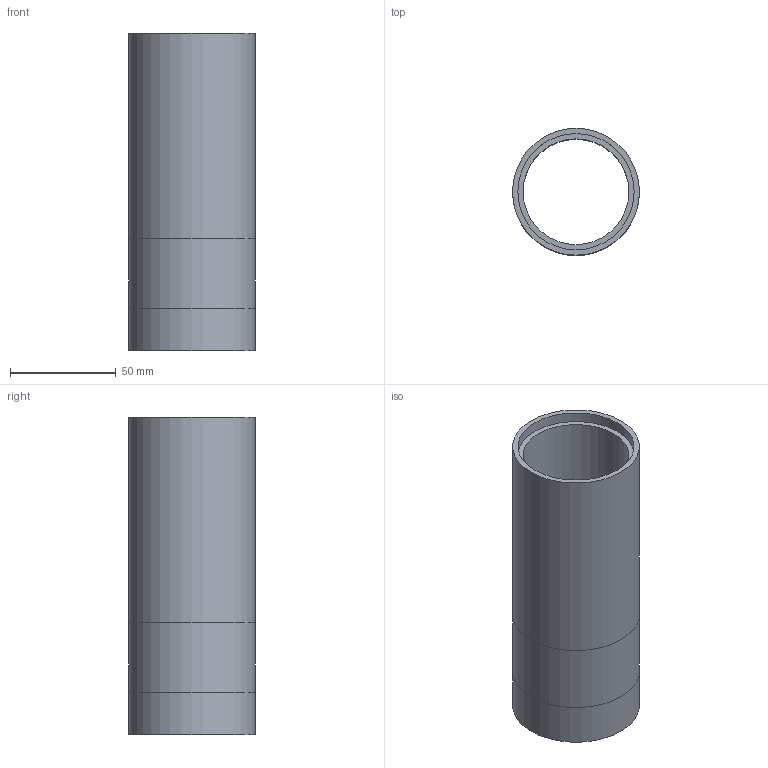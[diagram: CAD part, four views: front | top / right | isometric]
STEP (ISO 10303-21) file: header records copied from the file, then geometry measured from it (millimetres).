
FILE_DESCRIPTION(('FreeCAD Model'),'2;1');
FILE_NAME('Open CASCADE Shape Model','2023-02-23T13:06:24',(''),(''), 'Open CASCADE STEP processor 7.6','FreeCAD','Unknown');
FILE_SCHEMA(('AUTOMOTIVE_DESIGN { 1 0 10303 214 1 1 1 1 }'));
Length unit declared in the file: millimetre
Products named in the file (7): Housing; MainTube; Body; EndTube; Body001; Revolution; Sketch
Assembly tree (7 placements, depth 3):
  Housing
    MainTube
      Body
    EndTube
      Body001
    Body
    Revolution
    Sketch
Bounding box: 60 x 60 x 150 mm (x, y, z)
Volume: 315252.5 mm3; surface area: 174377.9 mm2
Topology: 4 solids, 4 shells, 195 faces, 405 edges, 299 vertices
Faces by surface type: cone 119, cylinder 39, plane 37
Full cylindrical faces by diameter (mm): 50 x4, 51 x3, 53 x3, 54 x10, 55 x4, 56 x10, 60 x5
Entity records: 7079 total; most frequent: CARTESIAN_POINT 1558, DIRECTION 969, ORIENTED_EDGE 520, PCURVE 520, DEFINITIONAL_REPRESENTATION 520, LINE 333, VECTOR 333, B_SPLINE_CURVE_WITH_KNOTS 304
